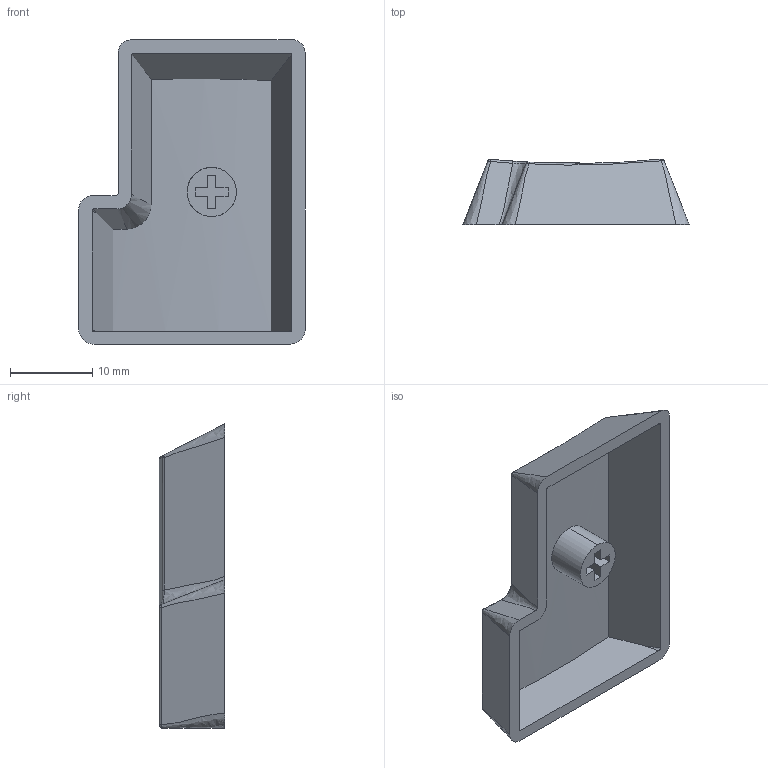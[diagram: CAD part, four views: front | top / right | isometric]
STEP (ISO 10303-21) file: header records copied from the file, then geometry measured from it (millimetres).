
FILE_DESCRIPTION (( 'STEP AP203' ), '1' );
FILE_NAME ('r3_iso.STEP', '2018-04-18T20:20:57', ( '' ), ( '' ), 'SwSTEP 2.0', 'SolidWorks 2017', '' );
FILE_SCHEMA (( 'CONFIG_CONTROL_DESIGN' ));
Length unit declared in the file: millimetre
Products named in the file (1): r3_iso
Bounding box: 27.6 x 7.97 x 37.1 mm (x, y, z)
Volume: 2218.2 mm3; surface area: 3179.7 mm2
Topology: 1 solids, 1 shells, 55 faces, 138 edges, 83 vertices
Faces by surface type: plane 26, bspline 20, cylinder 8, torus 1
Entity records: 3914 total; most frequent: CARTESIAN_POINT 2744, ORIENTED_EDGE 266, DIRECTION 156, EDGE_CURVE 133, VERTEX_POINT 83, EDGE_LOOP 58, VECTOR 58, LINE 58
